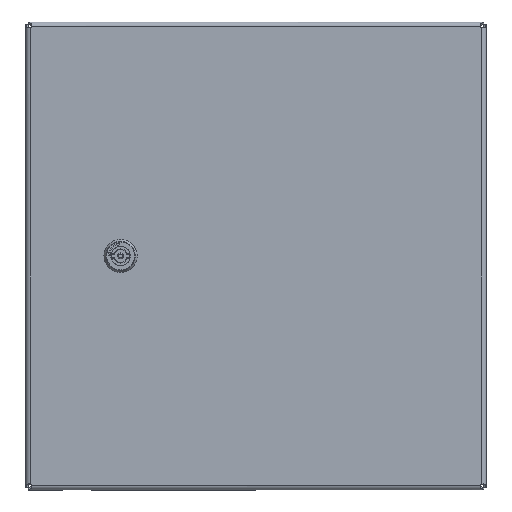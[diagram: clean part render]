
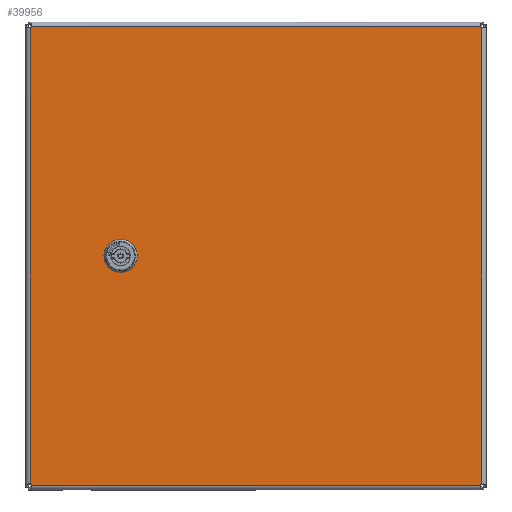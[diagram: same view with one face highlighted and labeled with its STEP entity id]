
A CAD part, top view. The second image highlights one B-rep face of the part: STEP entity #39956.
In plain terms, the highlighted planar face has unit normal (0, 0, 1).
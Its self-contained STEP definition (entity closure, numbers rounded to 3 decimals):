
#198 = CARTESIAN_POINT ( 'NONE',  ( -191.429, 194.429, 0. ) ) ;
#332 = VECTOR ( 'NONE', #29853, 1000. ) ;
#1002 = CARTESIAN_POINT ( 'NONE',  ( -189.658, -193.5, 0. ) ) ;
#1382 = DIRECTION ( 'NONE',  ( 0., 0., 1. ) ) ;
#1406 = CARTESIAN_POINT ( 'NONE',  ( -118.937, -10.25, 0. ) ) ;
#1433 = CARTESIAN_POINT ( 'NONE',  ( 190.5, 192.658, 0. ) ) ;
#1939 = LINE ( 'NONE', #39836, #46685 ) ;
#2066 = CARTESIAN_POINT ( 'NONE',  ( 191.429, 194.429, 0. ) ) ;
#2092 = CARTESIAN_POINT ( 'NONE',  ( 190.5, -195.429, 0. ) ) ;
#3697 = ORIENTED_EDGE ( 'NONE', *, *, #55898, .F. ) ;
#5069 = ORIENTED_EDGE ( 'NONE', *, *, #62561, .F. ) ;
#5254 = VERTEX_POINT ( 'NONE', #1002 ) ;
#5437 = AXIS2_PLACEMENT_3D ( 'NONE', #43649, #32795, #43307 ) ;
#5489 = ORIENTED_EDGE ( 'NONE', *, *, #37592, .F. ) ;
#5829 = VECTOR ( 'NONE', #7309, 1000. ) ;
#6113 = CARTESIAN_POINT ( 'NONE',  ( -109.663, 10.25, 0. ) ) ;
#7121 = CARTESIAN_POINT ( 'NONE',  ( -109.663, -10.25, 0. ) ) ;
#7309 = DIRECTION ( 'NONE',  ( 1., 0., 0. ) ) ;
#7578 = DIRECTION ( 'NONE',  ( 1., 0., 0. ) ) ;
#11017 = VERTEX_POINT ( 'NONE', #21903 ) ;
#11084 = DIRECTION ( 'NONE',  ( 1., 0., 0. ) ) ;
#11119 = CARTESIAN_POINT ( 'NONE',  ( -124.55, -4.637, 0. ) ) ;
#12466 = CARTESIAN_POINT ( 'NONE',  ( -118.937, 10.25, 0. ) ) ;
#14854 = CARTESIAN_POINT ( 'NONE',  ( 190.5, -192.658, 0. ) ) ;
#14971 = EDGE_LOOP ( 'NONE', ( #27809, #55150, #23985, #35031, #17265, #5489, #67902, #64248 ) ) ;
#15631 = VECTOR ( 'NONE', #55788, 1000. ) ;
#15782 = ORIENTED_EDGE ( 'NONE', *, *, #29704, .F. ) ;
#15962 = PLANE ( 'NONE',  #5437 ) ;
#16032 = VERTEX_POINT ( 'NONE', #12466 ) ;
#16207 = ORIENTED_EDGE ( 'NONE', *, *, #26976, .T. ) ;
#16288 = CARTESIAN_POINT ( 'NONE',  ( -104.05, -4.637, 0. ) ) ;
#17136 = VERTEX_POINT ( 'NONE', #1406 ) ;
#17265 = ORIENTED_EDGE ( 'NONE', *, *, #48200, .F. ) ;
#17730 = EDGE_CURVE ( 'NONE', #27467, #11017, #57597, .T. ) ;
#17847 = CARTESIAN_POINT ( 'NONE',  ( -114.3, 0., 0. ) ) ;
#18199 = CARTESIAN_POINT ( 'NONE',  ( -192.429, -193.5, 0. ) ) ;
#18546 = DIRECTION ( 'NONE',  ( -1., 0., 0. ) ) ;
#18883 = DIRECTION ( 'NONE',  ( 0., 0., 1. ) ) ;
#18936 = CARTESIAN_POINT ( 'NONE',  ( -124.55, 4.637, 0. ) ) ;
#19514 = LINE ( 'NONE', #68240, #64240 ) ;
#19538 = CIRCLE ( 'NONE', #37457, 2. ) ;
#19847 = VERTEX_POINT ( 'NONE', #11119 ) ;
#20036 = CIRCLE ( 'NONE', #64852, 11.25 ) ;
#20409 = VERTEX_POINT ( 'NONE', #28260 ) ;
#20946 = AXIS2_PLACEMENT_3D ( 'NONE', #66874, #67581, #34972 ) ;
#21368 = CIRCLE ( 'NONE', #56071, 11.25 ) ;
#21372 = CARTESIAN_POINT ( 'NONE',  ( -189.658, 193.5, 0. ) ) ;
#21614 = EDGE_CURVE ( 'NONE', #11017, #29535, #41778, .T. ) ;
#21682 = ORIENTED_EDGE ( 'NONE', *, *, #60251, .T. ) ;
#21814 = CARTESIAN_POINT ( 'NONE',  ( 189.658, -193.5, 0. ) ) ;
#21903 = CARTESIAN_POINT ( 'NONE',  ( -104.05, 4.637, 0. ) ) ;
#23379 = DIRECTION ( 'NONE',  ( -1., 0., 0. ) ) ;
#23478 = CARTESIAN_POINT ( 'NONE',  ( -191.429, -194.429, 0. ) ) ;
#23985 = ORIENTED_EDGE ( 'NONE', *, *, #35699, .F. ) ;
#25898 = CIRCLE ( 'NONE', #61705, 11.25 ) ;
#26138 = VERTEX_POINT ( 'NONE', #21372 ) ;
#26376 = AXIS2_PLACEMENT_3D ( 'NONE', #198, #31471, #11084 ) ;
#26751 = CARTESIAN_POINT ( 'NONE',  ( -104.05, 4.637, 0. ) ) ;
#26976 = EDGE_CURVE ( 'NONE', #47417, #26138, #1939, .T. ) ;
#27217 = DIRECTION ( 'NONE',  ( -1., 0., 0. ) ) ;
#27467 = VERTEX_POINT ( 'NONE', #16288 ) ;
#27475 = CIRCLE ( 'NONE', #26376, 2. ) ;
#27689 = CIRCLE ( 'NONE', #20946, 2. ) ;
#27809 = ORIENTED_EDGE ( 'NONE', *, *, #21614, .F. ) ;
#28070 = LINE ( 'NONE', #18199, #5829 ) ;
#28245 = CIRCLE ( 'NONE', #67404, 2. ) ;
#28260 = CARTESIAN_POINT ( 'NONE',  ( -124.55, 4.637, 0. ) ) ;
#28702 = CARTESIAN_POINT ( 'NONE',  ( -109.663, 10.25, 0. ) ) ;
#29512 = AXIS2_PLACEMENT_3D ( 'NONE', #40985, #30512, #62731 ) ;
#29535 = VERTEX_POINT ( 'NONE', #28702 ) ;
#29704 = EDGE_CURVE ( 'NONE', #31416, #59004, #27689, .T. ) ;
#29853 = DIRECTION ( 'NONE',  ( 0., 1., 0. ) ) ;
#30129 = CARTESIAN_POINT ( 'NONE',  ( -109.663, -10.25, 0. ) ) ;
#30512 = DIRECTION ( 'NONE',  ( 0., 0., 1. ) ) ;
#30910 = CARTESIAN_POINT ( 'NONE',  ( -114.3, 0., 0. ) ) ;
#31304 = DIRECTION ( 'NONE',  ( 0., 1., 0. ) ) ;
#31416 = VERTEX_POINT ( 'NONE', #14854 ) ;
#31471 = DIRECTION ( 'NONE',  ( 0., 0., 1. ) ) ;
#32795 = DIRECTION ( 'NONE',  ( 0., 0., 1. ) ) ;
#34972 = DIRECTION ( 'NONE',  ( 1., 0., 0. ) ) ;
#35031 = ORIENTED_EDGE ( 'NONE', *, *, #58337, .F. ) ;
#35699 = EDGE_CURVE ( 'NONE', #68245, #27467, #20036, .T. ) ;
#35885 = EDGE_LOOP ( 'NONE', ( #3697, #45481, #15782, #36752, #5069, #16207, #65729, #21682 ) ) ;
#36752 = ORIENTED_EDGE ( 'NONE', *, *, #59253, .T. ) ;
#37457 = AXIS2_PLACEMENT_3D ( 'NONE', #2066, #1382, #44212 ) ;
#37592 = EDGE_CURVE ( 'NONE', #20409, #19847, #66979, .T. ) ;
#38728 = LINE ( 'NONE', #6113, #42844 ) ;
#38813 = VERTEX_POINT ( 'NONE', #1433 ) ;
#39149 = VERTEX_POINT ( 'NONE', #62436 ) ;
#39836 = CARTESIAN_POINT ( 'NONE',  ( 192.429, 193.5, 0. ) ) ;
#39956 = ADVANCED_FACE ( 'NONE', ( #65051, #48907 ), #15962, .T. ) ;
#40267 = DIRECTION ( 'NONE',  ( 1., 0., 0. ) ) ;
#40985 = CARTESIAN_POINT ( 'NONE',  ( -114.3, 0., 0. ) ) ;
#41054 = DIRECTION ( 'NONE',  ( 0., 0., 1. ) ) ;
#41740 = DIRECTION ( 'NONE',  ( 1., 0., 0. ) ) ;
#41778 = CIRCLE ( 'NONE', #29512, 11.25 ) ;
#42844 = VECTOR ( 'NONE', #27217, 1000. ) ;
#42874 = VECTOR ( 'NONE', #43616, 1000. ) ;
#43307 = DIRECTION ( 'NONE',  ( 1., 0., 0. ) ) ;
#43616 = DIRECTION ( 'NONE',  ( 1., 0., 0. ) ) ;
#43649 = CARTESIAN_POINT ( 'NONE',  ( 0., 0., 0. ) ) ;
#43784 = EDGE_CURVE ( 'NONE', #16032, #20409, #21368, .T. ) ;
#44212 = DIRECTION ( 'NONE',  ( -1., 0., 0. ) ) ;
#44530 = DIRECTION ( 'NONE',  ( 0., 0., 1. ) ) ;
#44780 = CARTESIAN_POINT ( 'NONE',  ( -114.3, 0., 0. ) ) ;
#45481 = ORIENTED_EDGE ( 'NONE', *, *, #52344, .T. ) ;
#46418 = VERTEX_POINT ( 'NONE', #58522 ) ;
#46685 = VECTOR ( 'NONE', #23379, 1000. ) ;
#47417 = VERTEX_POINT ( 'NONE', #61851 ) ;
#48200 = EDGE_CURVE ( 'NONE', #19847, #17136, #25898, .T. ) ;
#48907 = FACE_OUTER_BOUND ( 'NONE', #35885, .T. ) ;
#52344 = EDGE_CURVE ( 'NONE', #5254, #59004, #28070, .T. ) ;
#52578 = EDGE_CURVE ( 'NONE', #29535, #16032, #38728, .T. ) ;
#55150 = ORIENTED_EDGE ( 'NONE', *, *, #17730, .F. ) ;
#55204 = LINE ( 'NONE', #7121, #42874 ) ;
#55788 = DIRECTION ( 'NONE',  ( 0., -1., 0. ) ) ;
#55898 = EDGE_CURVE ( 'NONE', #5254, #46418, #28245, .T. ) ;
#56071 = AXIS2_PLACEMENT_3D ( 'NONE', #44780, #65128, #7578 ) ;
#56352 = DIRECTION ( 'NONE',  ( 0., -1., 0. ) ) ;
#56478 = LINE ( 'NONE', #2092, #332 ) ;
#57597 = LINE ( 'NONE', #26751, #61321 ) ;
#58337 = EDGE_CURVE ( 'NONE', #17136, #68245, #55204, .T. ) ;
#58522 = CARTESIAN_POINT ( 'NONE',  ( -190.5, -192.658, 0. ) ) ;
#59004 = VERTEX_POINT ( 'NONE', #21814 ) ;
#59253 = EDGE_CURVE ( 'NONE', #31416, #38813, #56478, .T. ) ;
#60251 = EDGE_CURVE ( 'NONE', #39149, #46418, #19514, .T. ) ;
#61321 = VECTOR ( 'NONE', #31304, 1000. ) ;
#61705 = AXIS2_PLACEMENT_3D ( 'NONE', #30910, #41054, #41740 ) ;
#61851 = CARTESIAN_POINT ( 'NONE',  ( 189.658, 193.5, 0. ) ) ;
#62436 = CARTESIAN_POINT ( 'NONE',  ( -190.5, 192.658, 0. ) ) ;
#62561 = EDGE_CURVE ( 'NONE', #47417, #38813, #19538, .T. ) ;
#62731 = DIRECTION ( 'NONE',  ( 1., 0., 0. ) ) ;
#64223 = EDGE_CURVE ( 'NONE', #39149, #26138, #27475, .T. ) ;
#64240 = VECTOR ( 'NONE', #56352, 1000. ) ;
#64248 = ORIENTED_EDGE ( 'NONE', *, *, #52578, .F. ) ;
#64852 = AXIS2_PLACEMENT_3D ( 'NONE', #17847, #18883, #40267 ) ;
#65051 = FACE_BOUND ( 'NONE', #14971, .T. ) ;
#65128 = DIRECTION ( 'NONE',  ( 0., 0., 1. ) ) ;
#65729 = ORIENTED_EDGE ( 'NONE', *, *, #64223, .F. ) ;
#66874 = CARTESIAN_POINT ( 'NONE',  ( 191.429, -194.429, 0. ) ) ;
#66979 = LINE ( 'NONE', #18936, #15631 ) ;
#67404 = AXIS2_PLACEMENT_3D ( 'NONE', #23478, #44530, #18546 ) ;
#67581 = DIRECTION ( 'NONE',  ( 0., 0., 1. ) ) ;
#67902 = ORIENTED_EDGE ( 'NONE', *, *, #43784, .F. ) ;
#68240 = CARTESIAN_POINT ( 'NONE',  ( -190.5, 195.429, 0. ) ) ;
#68245 = VERTEX_POINT ( 'NONE', #30129 ) ;
